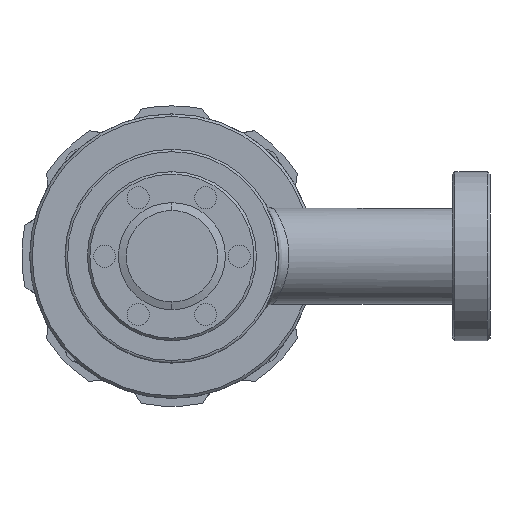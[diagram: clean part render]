
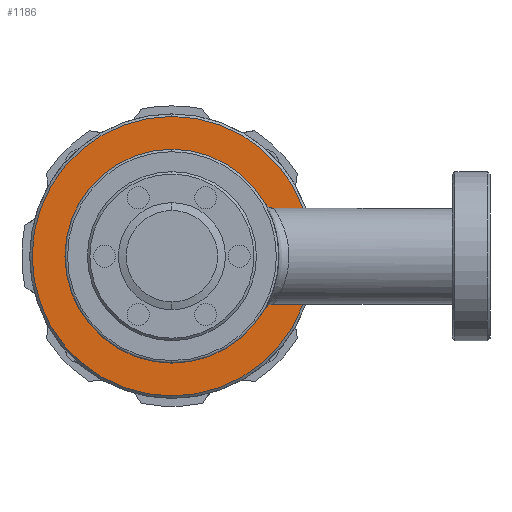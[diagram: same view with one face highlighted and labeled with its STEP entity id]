
A CAD part, front view. The second image highlights one B-rep face of the part: STEP entity #1186.
In plain terms, the highlighted planar face has unit normal (0, -1, 0).
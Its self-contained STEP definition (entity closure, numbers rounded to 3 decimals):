
#215 = VERTEX_POINT ( 'NONE', #1469 ) ;
#339 = DIRECTION ( 'NONE',  ( 0., 1., 0. ) ) ;
#426 = DIRECTION ( 'NONE',  ( 0., 0., 1. ) ) ;
#452 = DIRECTION ( 'NONE',  ( 0., 1., 0. ) ) ;
#468 = CARTESIAN_POINT ( 'NONE',  ( 0., 59.6, 0. ) ) ;
#653 = CARTESIAN_POINT ( 'NONE',  ( 0., 59.6, 27.9 ) ) ;
#678 = CARTESIAN_POINT ( 'NONE',  ( 0., 59.6, -21.35 ) ) ;
#821 = VERTEX_POINT ( 'NONE', #653 ) ;
#1186 = ADVANCED_FACE ( 'NONE', ( #7576, #2772 ), #2647, .F. ) ;
#1469 = CARTESIAN_POINT ( 'NONE',  ( 0., 59.6, 21.35 ) ) ;
#1815 = VERTEX_POINT ( 'NONE', #678 ) ;
#1892 = CIRCLE ( 'NONE', #4560, 21.35 ) ;
#1953 = ORIENTED_EDGE ( 'NONE', *, *, #7736, .F. ) ;
#2212 = DIRECTION ( 'NONE',  ( 0., 0., 1. ) ) ;
#2235 = VERTEX_POINT ( 'NONE', #5957 ) ;
#2287 = CARTESIAN_POINT ( 'NONE',  ( 0., 59.6, 0. ) ) ;
#2317 = DIRECTION ( 'NONE',  ( 0., 1., 0. ) ) ;
#2541 = AXIS2_PLACEMENT_3D ( 'NONE', #3190, #3163, #4975 ) ;
#2566 = EDGE_CURVE ( 'NONE', #1815, #215, #1892, .T. ) ;
#2647 = PLANE ( 'NONE',  #6508 ) ;
#2696 = CARTESIAN_POINT ( 'NONE',  ( 27.9, 59.6, 0. ) ) ;
#2748 = DIRECTION ( 'NONE',  ( 0., 1., 0. ) ) ;
#2772 = FACE_BOUND ( 'NONE', #6343, .T. ) ;
#2777 = DIRECTION ( 'NONE',  ( 0., 0., 1. ) ) ;
#2842 = CARTESIAN_POINT ( 'NONE',  ( 0., 59.6, 0. ) ) ;
#3163 = DIRECTION ( 'NONE',  ( 0., 1., 0. ) ) ;
#3190 = CARTESIAN_POINT ( 'NONE',  ( 0., 59.6, 0. ) ) ;
#3197 = CIRCLE ( 'NONE', #5697, 27.9 ) ;
#3614 = CIRCLE ( 'NONE', #7391, 21.35 ) ;
#3704 = EDGE_CURVE ( 'NONE', #821, #2235, #3197, .T. ) ;
#3818 = EDGE_CURVE ( 'NONE', #215, #1815, #3614, .T. ) ;
#4338 = ORIENTED_EDGE ( 'NONE', *, *, #3704, .F. ) ;
#4560 = AXIS2_PLACEMENT_3D ( 'NONE', #2287, #452, #426 ) ;
#4975 = DIRECTION ( 'NONE',  ( 0., 0., 1. ) ) ;
#5169 = ORIENTED_EDGE ( 'NONE', *, *, #3818, .T. ) ;
#5301 = DIRECTION ( 'NONE',  ( 0., 0., 1. ) ) ;
#5697 = AXIS2_PLACEMENT_3D ( 'NONE', #468, #339, #5301 ) ;
#5957 = CARTESIAN_POINT ( 'NONE',  ( 0., 59.6, -27.9 ) ) ;
#6343 = EDGE_LOOP ( 'NONE', ( #5169, #7014 ) ) ;
#6508 = AXIS2_PLACEMENT_3D ( 'NONE', #2696, #2748, #2777 ) ;
#7014 = ORIENTED_EDGE ( 'NONE', *, *, #2566, .T. ) ;
#7107 = CIRCLE ( 'NONE', #2541, 27.9 ) ;
#7391 = AXIS2_PLACEMENT_3D ( 'NONE', #2842, #2317, #2212 ) ;
#7576 = FACE_OUTER_BOUND ( 'NONE', #7896, .T. ) ;
#7736 = EDGE_CURVE ( 'NONE', #2235, #821, #7107, .T. ) ;
#7896 = EDGE_LOOP ( 'NONE', ( #4338, #1953 ) ) ;
